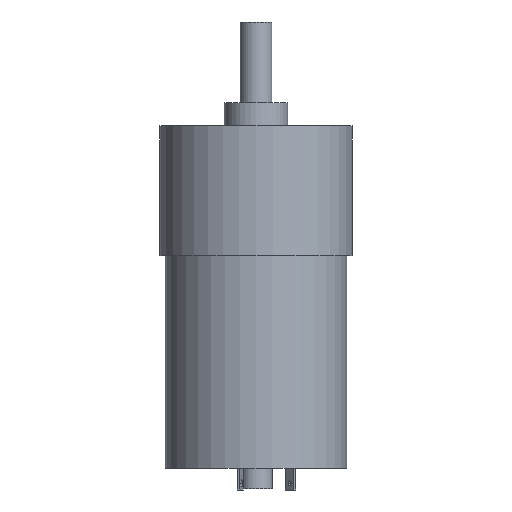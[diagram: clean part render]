
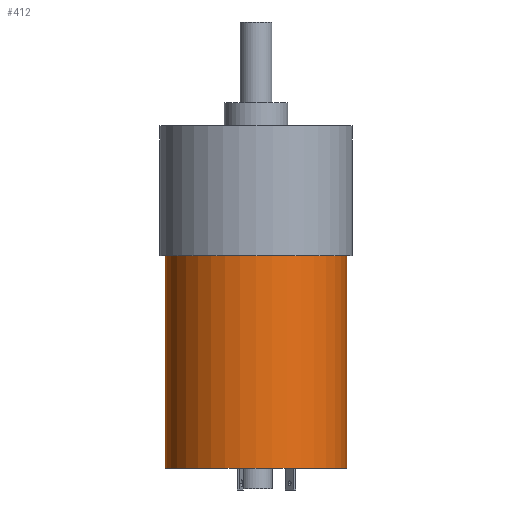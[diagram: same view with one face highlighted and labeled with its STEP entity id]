
A CAD part, front view. The second image highlights one B-rep face of the part: STEP entity #412.
In plain terms, the highlighted cylindrical face has radius 17.145 mm (diameter 34.29 mm), a partial arc.
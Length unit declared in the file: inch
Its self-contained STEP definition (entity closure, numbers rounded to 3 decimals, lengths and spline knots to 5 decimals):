
#4 = ORIENTED_EDGE ( 'NONE', *, *, #348, .T. ) ;
#82 = ORIENTED_EDGE ( 'NONE', *, *, #678, .T. ) ;
#88 = DIRECTION ( 'NONE',  ( -1., 0., 0. ) ) ;
#154 = ORIENTED_EDGE ( 'NONE', *, *, #314, .F. ) ;
#217 = LINE ( 'NONE', #1027, #1766 ) ;
#314 = EDGE_CURVE ( 'NONE', #795, #750, #1318, .T. ) ;
#320 = AXIS2_PLACEMENT_3D ( 'NONE', #1956, #1050, #88 ) ;
#335 = ORIENTED_EDGE ( 'NONE', *, *, #1474, .F. ) ;
#348 = EDGE_CURVE ( 'NONE', #911, #675, #1405, .T. ) ;
#412 = ADVANCED_FACE ( 'NONE', ( #1246 ), #1199, .T. ) ;
#519 = VECTOR ( 'NONE', #1127, 39.37008 ) ;
#527 = CARTESIAN_POINT ( 'NONE',  ( 0.675, 0., -1.58 ) ) ;
#613 = EDGE_LOOP ( 'NONE', ( #335, #154, #82, #4 ) ) ;
#675 = VERTEX_POINT ( 'NONE', #1565 ) ;
#678 = EDGE_CURVE ( 'NONE', #795, #911, #963, .T. ) ;
#691 = CARTESIAN_POINT ( 'NONE',  ( 0., 0., 0. ) ) ;
#750 = VERTEX_POINT ( 'NONE', #826 ) ;
#795 = VERTEX_POINT ( 'NONE', #1134 ) ;
#826 = CARTESIAN_POINT ( 'NONE',  ( -0.675, 0., -1.58 ) ) ;
#828 = DIRECTION ( 'NONE',  ( 1., 0., 0. ) ) ;
#900 = DIRECTION ( 'NONE',  ( 1., 0., 0. ) ) ;
#911 = VERTEX_POINT ( 'NONE', #1113 ) ;
#963 = LINE ( 'NONE', #527, #519 ) ;
#1027 = CARTESIAN_POINT ( 'NONE',  ( -0.675, 0., -1.58 ) ) ;
#1043 = AXIS2_PLACEMENT_3D ( 'NONE', #691, #1741, #828 ) ;
#1050 = DIRECTION ( 'NONE',  ( 0., 0., -1. ) ) ;
#1051 = DIRECTION ( 'NONE',  ( 0., 0., 1. ) ) ;
#1113 = CARTESIAN_POINT ( 'NONE',  ( 0.675, 0., 0. ) ) ;
#1127 = DIRECTION ( 'NONE',  ( 0., 0., 1. ) ) ;
#1134 = CARTESIAN_POINT ( 'NONE',  ( 0.675, 0., -1.58 ) ) ;
#1199 = CYLINDRICAL_SURFACE ( 'NONE', #1604, 0.675 ) ;
#1202 = CARTESIAN_POINT ( 'NONE',  ( 0., 0., -1.58 ) ) ;
#1246 = FACE_OUTER_BOUND ( 'NONE', #613, .T. ) ;
#1318 = CIRCLE ( 'NONE', #320, 0.675 ) ;
#1405 = CIRCLE ( 'NONE', #1043, 0.675 ) ;
#1474 = EDGE_CURVE ( 'NONE', #750, #675, #217, .T. ) ;
#1565 = CARTESIAN_POINT ( 'NONE',  ( -0.675, 0., 0. ) ) ;
#1604 = AXIS2_PLACEMENT_3D ( 'NONE', #1202, #1051, #900 ) ;
#1627 = DIRECTION ( 'NONE',  ( 0., 0., 1. ) ) ;
#1741 = DIRECTION ( 'NONE',  ( 0., 0., -1. ) ) ;
#1766 = VECTOR ( 'NONE', #1627, 39.37008 ) ;
#1956 = CARTESIAN_POINT ( 'NONE',  ( 0., 0., -1.58 ) ) ;
